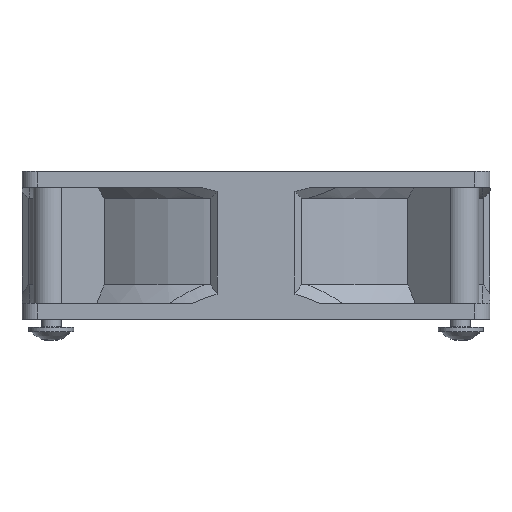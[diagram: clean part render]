
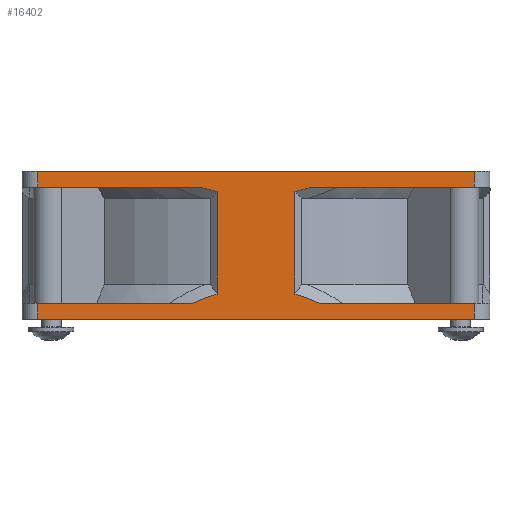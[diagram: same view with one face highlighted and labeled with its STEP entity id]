
A CAD part, front view. The second image highlights one B-rep face of the part: STEP entity #16402.
In plain terms, the highlighted planar face has unit normal (0, -1, 0).
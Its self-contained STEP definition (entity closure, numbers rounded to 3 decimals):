
#14298 = VERTEX_POINT('',#14299);
#14299 = CARTESIAN_POINT('',(56.,-60.,0.));
#14306 = EDGE_CURVE('',#14298,#14307,#14309,.T.);
#14307 = VERTEX_POINT('',#14308);
#14308 = CARTESIAN_POINT('',(-56.,-60.,0.));
#14309 = LINE('',#14310,#14311);
#14310 = CARTESIAN_POINT('',(21.07,-60.,0.));
#14311 = VECTOR('',#14312,1.);
#14312 = DIRECTION('',(-1.,0.,0.));
#16383 = VERTEX_POINT('',#16384);
#16384 = CARTESIAN_POINT('',(-56.,-60.,4.1));
#16391 = EDGE_CURVE('',#14307,#16383,#16392,.T.);
#16392 = LINE('',#16393,#16394);
#16393 = CARTESIAN_POINT('',(-56.,-60.,0.));
#16394 = VECTOR('',#16395,1.);
#16395 = DIRECTION('',(0.,0.,1.));
#16402 = ADVANCED_FACE('',(#16403),#16521,.T.);
#16403 = FACE_BOUND('',#16404,.T.);
#16404 = EDGE_LOOP('',(#16405,#16415,#16423,#16432,#16440,#16449,#16455,
    #16456,#16457,#16465,#16473,#16482,#16490,#16499,#16507,#16515));
#16405 = ORIENTED_EDGE('',*,*,#16406,.T.);
#16406 = EDGE_CURVE('',#16407,#16409,#16411,.T.);
#16407 = VERTEX_POINT('',#16408);
#16408 = CARTESIAN_POINT('',(-56.,-60.,38.));
#16409 = VERTEX_POINT('',#16410);
#16410 = CARTESIAN_POINT('',(-56.,-60.,33.9));
#16411 = LINE('',#16412,#16413);
#16412 = CARTESIAN_POINT('',(-56.,-60.,38.));
#16413 = VECTOR('',#16414,1.);
#16414 = DIRECTION('',(0.,0.,-1.));
#16415 = ORIENTED_EDGE('',*,*,#16416,.F.);
#16416 = EDGE_CURVE('',#16417,#16409,#16419,.T.);
#16417 = VERTEX_POINT('',#16418);
#16418 = CARTESIAN_POINT('',(-13.991,-60.,33.9));
#16419 = LINE('',#16420,#16421);
#16420 = CARTESIAN_POINT('',(-9.605,-60.,33.9));
#16421 = VECTOR('',#16422,1.);
#16422 = DIRECTION('',(-1.,0.,0.));
#16423 = ORIENTED_EDGE('',*,*,#16424,.T.);
#16424 = EDGE_CURVE('',#16417,#16425,#16427,.T.);
#16425 = VERTEX_POINT('',#16426);
#16426 = CARTESIAN_POINT('',(-10.,-60.,32.829));
#16427 = HYPERBOLA('',#16428,82.175,60.);
#16428 = AXIS2_PLACEMENT_3D('',#16429,#16430,#16431);
#16429 = CARTESIAN_POINT('',(0.,-60.,-50.479));
#16430 = DIRECTION('',(0.,1.,0.));
#16431 = DIRECTION('',(0.,0.,1.));
#16432 = ORIENTED_EDGE('',*,*,#16433,.T.);
#16433 = EDGE_CURVE('',#16425,#16434,#16436,.T.);
#16434 = VERTEX_POINT('',#16435);
#16435 = CARTESIAN_POINT('',(-10.,-60.,6.489));
#16436 = LINE('',#16437,#16438);
#16437 = CARTESIAN_POINT('',(-10.,-60.,-0.1));
#16438 = VECTOR('',#16439,1.);
#16439 = DIRECTION('',(0.,0.,-1.));
#16440 = ORIENTED_EDGE('',*,*,#16441,.T.);
#16441 = EDGE_CURVE('',#16434,#16442,#16444,.T.);
#16442 = VERTEX_POINT('',#16443);
#16443 = CARTESIAN_POINT('',(-16.206,-60.,4.1));
#16444 = HYPERBOLA('',#16445,108.389,60.);
#16445 = AXIS2_PLACEMENT_3D('',#16446,#16447,#16448);
#16446 = CARTESIAN_POINT('',(0.,-60.,116.373));
#16447 = DIRECTION('',(0.,1.,0.));
#16448 = DIRECTION('',(0.,0.,-1.));
#16449 = ORIENTED_EDGE('',*,*,#16450,.T.);
#16450 = EDGE_CURVE('',#16442,#16383,#16451,.T.);
#16451 = LINE('',#16452,#16453);
#16452 = CARTESIAN_POINT('',(-19.209,-60.,4.1));
#16453 = VECTOR('',#16454,1.);
#16454 = DIRECTION('',(-1.,0.,0.));
#16455 = ORIENTED_EDGE('',*,*,#16391,.F.);
#16456 = ORIENTED_EDGE('',*,*,#14306,.F.);
#16457 = ORIENTED_EDGE('',*,*,#16458,.T.);
#16458 = EDGE_CURVE('',#14298,#16459,#16461,.T.);
#16459 = VERTEX_POINT('',#16460);
#16460 = CARTESIAN_POINT('',(56.,-60.,4.1));
#16461 = LINE('',#16462,#16463);
#16462 = CARTESIAN_POINT('',(56.,-60.,0.));
#16463 = VECTOR('',#16464,1.);
#16464 = DIRECTION('',(0.,0.,1.));
#16465 = ORIENTED_EDGE('',*,*,#16466,.T.);
#16466 = EDGE_CURVE('',#16459,#16467,#16469,.T.);
#16467 = VERTEX_POINT('',#16468);
#16468 = CARTESIAN_POINT('',(16.206,-60.,4.1));
#16469 = LINE('',#16470,#16471);
#16470 = CARTESIAN_POINT('',(-0.5,-60.,4.1));
#16471 = VECTOR('',#16472,1.);
#16472 = DIRECTION('',(-1.,0.,0.));
#16473 = ORIENTED_EDGE('',*,*,#16474,.T.);
#16474 = EDGE_CURVE('',#16467,#16475,#16477,.T.);
#16475 = VERTEX_POINT('',#16476);
#16476 = CARTESIAN_POINT('',(10.,-60.,6.489));
#16477 = HYPERBOLA('',#16478,108.389,60.);
#16478 = AXIS2_PLACEMENT_3D('',#16479,#16480,#16481);
#16479 = CARTESIAN_POINT('',(0.,-60.,116.373));
#16480 = DIRECTION('',(0.,1.,0.));
#16481 = DIRECTION('',(0.,0.,-1.));
#16482 = ORIENTED_EDGE('',*,*,#16483,.T.);
#16483 = EDGE_CURVE('',#16475,#16484,#16486,.T.);
#16484 = VERTEX_POINT('',#16485);
#16485 = CARTESIAN_POINT('',(10.,-60.,32.829));
#16486 = LINE('',#16487,#16488);
#16487 = CARTESIAN_POINT('',(10.,-60.,-0.1));
#16488 = VECTOR('',#16489,1.);
#16489 = DIRECTION('',(0.,0.,1.));
#16490 = ORIENTED_EDGE('',*,*,#16491,.T.);
#16491 = EDGE_CURVE('',#16484,#16492,#16494,.T.);
#16492 = VERTEX_POINT('',#16493);
#16493 = CARTESIAN_POINT('',(13.991,-60.,33.9));
#16494 = HYPERBOLA('',#16495,82.175,60.);
#16495 = AXIS2_PLACEMENT_3D('',#16496,#16497,#16498);
#16496 = CARTESIAN_POINT('',(0.,-60.,-50.479));
#16497 = DIRECTION('',(0.,1.,0.));
#16498 = DIRECTION('',(0.,0.,1.));
#16499 = ORIENTED_EDGE('',*,*,#16500,.F.);
#16500 = EDGE_CURVE('',#16501,#16492,#16503,.T.);
#16501 = VERTEX_POINT('',#16502);
#16502 = CARTESIAN_POINT('',(56.,-60.,33.9));
#16503 = LINE('',#16504,#16505);
#16504 = CARTESIAN_POINT('',(56.,-60.,33.9));
#16505 = VECTOR('',#16506,1.);
#16506 = DIRECTION('',(-1.,0.,0.));
#16507 = ORIENTED_EDGE('',*,*,#16508,.F.);
#16508 = EDGE_CURVE('',#16509,#16501,#16511,.T.);
#16509 = VERTEX_POINT('',#16510);
#16510 = CARTESIAN_POINT('',(56.,-60.,38.));
#16511 = LINE('',#16512,#16513);
#16512 = CARTESIAN_POINT('',(56.,-60.,38.));
#16513 = VECTOR('',#16514,1.);
#16514 = DIRECTION('',(0.,0.,-1.));
#16515 = ORIENTED_EDGE('',*,*,#16516,.T.);
#16516 = EDGE_CURVE('',#16509,#16407,#16517,.T.);
#16517 = LINE('',#16518,#16519);
#16518 = CARTESIAN_POINT('',(-31.174,-60.,38.));
#16519 = VECTOR('',#16520,1.);
#16520 = DIRECTION('',(-1.,0.,0.));
#16521 = PLANE('',#16522);
#16522 = AXIS2_PLACEMENT_3D('',#16523,#16524,#16525);
#16523 = CARTESIAN_POINT('',(0.,-60.,19.079));
#16524 = DIRECTION('',(0.,-1.,0.));
#16525 = DIRECTION('',(0.,0.,-1.));
